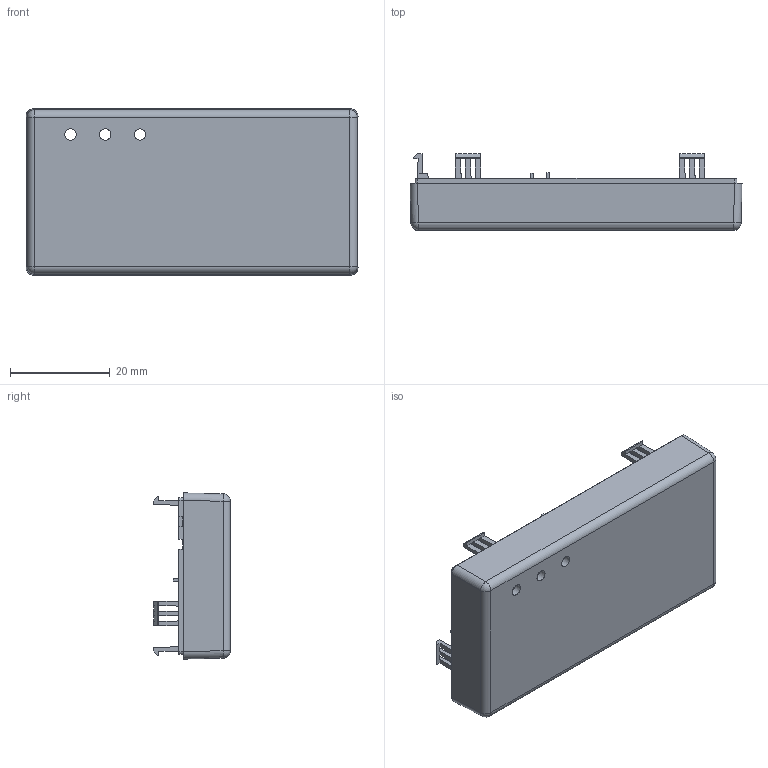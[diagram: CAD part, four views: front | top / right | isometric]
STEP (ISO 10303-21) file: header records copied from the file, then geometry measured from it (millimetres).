
FILE_DESCRIPTION(/* description */ ('STEP AP242','CAx-IF Rec.Pracs.---Representation and Presentation of Product Manufacturing Information (PMI)---4.0---2014-10-13','CAx-IF Rec.Pracs.---3D Tessellated Geometry---0.4---2014-09-14','2;1'),/* implementation_level */ '2;1');
FILE_NAME(/* name */ '67aba2781d3f3d49395a82ae',/* time_stamp */ '2025-02-11T19:18:16Z',/* author */ (''),/* organization */ (''),/* preprocessor_version */ 'ST-DEVELOPER v20',/* originating_system */ 'ONSHAPE BY PTC INC, 1.193',/* authorisation */ ' ');
FILE_SCHEMA (('AP242_MANAGED_MODEL_BASED_3D_ENGINEERING_MIM_LF { 1 0 10303 442 1 1 4 }'));
Length unit declared in the file: metre
Products named in the file (1): 265D2725P003
Bounding box: 66.69 x 15.39 x 33.4 mm (x, y, z)
Volume: 5815.7 mm3; surface area: 8681.6 mm2
Topology: 1 solids, 1 shells, 289 faces, 838 edges, 531 vertices
Faces by surface type: plane 221, cylinder 58, sphere 8, bspline 2
Full cylindrical faces by diameter (mm): 2.286 x3
Entity records: 9482 total; most frequent: CARTESIAN_POINT 1804, ORIENTED_EDGE 1664, DIRECTION 1510, EDGE_CURVE 832, LINE 718, VECTOR 718, VERTEX_POINT 528, AXIS2_PLACEMENT_3D 396
